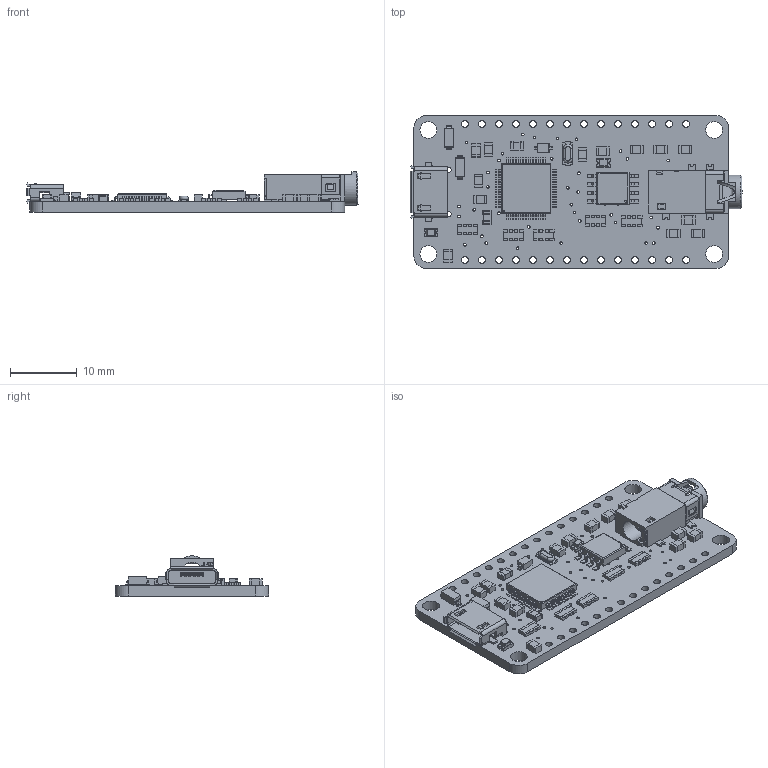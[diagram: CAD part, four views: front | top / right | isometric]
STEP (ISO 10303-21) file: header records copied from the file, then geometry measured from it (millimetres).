
FILE_DESCRIPTION(/* description */ (''),/* implementation_level */ '2;1');
FILE_NAME(/* name */ 'Adafruit EZ-SFX with Headphone.step',/* time_stamp */ '2020-03-20T12:58:27-04:00',/* author */ (''),/* organization */ (''),/* preprocessor_version */ 'ST-DEVELOPER v18',/* originating_system */ 'Autodesk Translation Framework v8.12.0.6',/* authorisation */ '');
FILE_SCHEMA (('AUTOMOTIVE_DESIGN { 1 0 10303 214 3 1 1 }'));
Products named in the file (14): Adafruit EZ-SFX with Headphone; PCB Component; Board;  MX25L1606; Micro B; 19621; 470; 10uF; VS1000; 1N4148; 100K; RED; 12MHz; MBR120
Assembly tree (32 placements, depth 3):
  Adafruit EZ-SFX with Headphone
    PCB Component
      Board
       MX25L1606
      Micro B
      19621
      470  x13
      10uF  x2
      VS1000
      1N4148
      100K  x5
      RED  x2
      12MHz
      MBR120  x2
Bounding box: 49.57 x 22.86 x 5.99 mm (x, y, z)
Volume: 1992.3 mm3; surface area: 4101.1 mm2
Topology: 36 solids, 40 shells, 2432 faces, 6760 edges, 4408 vertices
Faces by surface type: plane 1810, cylinder 571, sphere 46, torus 3, cone 2
Full cylindrical faces by diameter (mm): 0.3 x2, 0.394 x52, 0.4 x4, 0.7 x4, 1.016 x28, 1.2 x2, 1.3 x1, 2.5 x4, 3.6 x1, 5 x1
Entity records: 62135 total; most frequent: CARTESIAN_POINT 10874, ORIENTED_EDGE 10440, DIRECTION 10136, EDGE_CURVE 5220, LINE 4074, VECTOR 4074, VERTEX_POINT 3432, AXIS2_PLACEMENT_3D 3031
